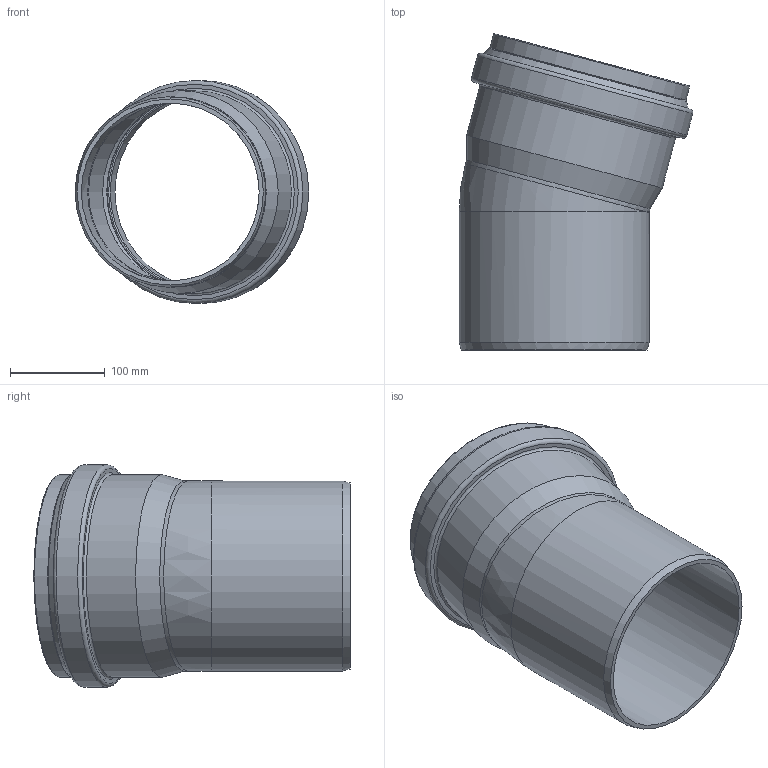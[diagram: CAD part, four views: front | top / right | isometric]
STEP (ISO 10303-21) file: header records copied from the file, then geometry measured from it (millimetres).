
FILE_DESCRIPTION(/* description */ (''),/* implementation_level */ '2;1');
FILE_NAME(/* name */ '771600 KG2000B Bogen DN_OD 200_15°.stp',/* time_stamp */ '2017-01-30T14:07:05+01:00',/* author */ ('user1'),/* organization */ (''),/* preprocessor_version */ 'ST-DEVELOPER v16.1',/* originating_system */ 'Autodesk Inventor 2016',/* authorisation */ '');
FILE_SCHEMA (('AUTOMOTIVE_DESIGN { 1 0 10303 214 3 1 1 }'));
Length unit declared in the file: millimetre
Products named in the file (1): 771600 KG2000B Bogen DN_OD 200_15°
Bounding box: 245.99 x 333 x 234.8 mm (x, y, z)
Volume: 1284436.2 mm3; surface area: 419653.4 mm2
Topology: 1 solids, 1 shells, 41 faces, 84 edges, 46 vertices
Faces by surface type: torus 14, cylinder 11, cone 8, plane 5, bspline 3
Full cylindrical faces by diameter (mm): 187.2 x2, 200.2 x2, 201.5 x1, 201.8 x2, 213.3 x1, 213.6 x1, 223 x1, 234.8 x1
Entity records: 950 total; most frequent: CARTESIAN_POINT 216, DIRECTION 164, ORIENTED_EDGE 90, AXIS2_PLACEMENT_3D 82, EDGE_LOOP 79, EDGE_CURVE 45, VERTEX_POINT 42, FACE_OUTER_BOUND 41
